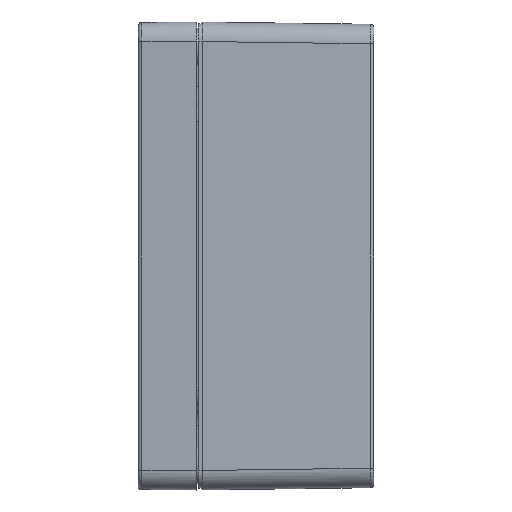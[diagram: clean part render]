
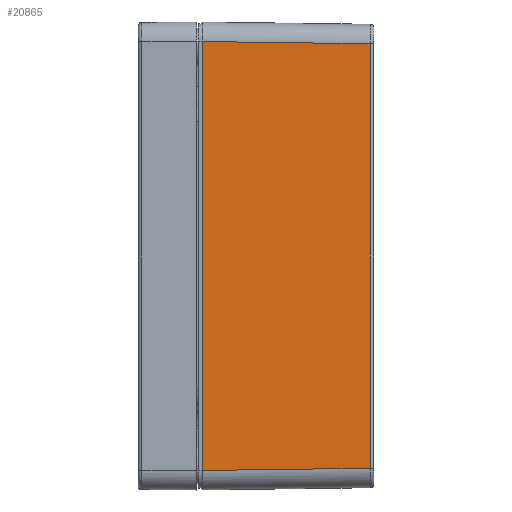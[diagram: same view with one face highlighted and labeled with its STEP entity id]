
A CAD part, left-side view. The second image highlights one B-rep face of the part: STEP entity #20865.
In plain terms, the highlighted planar face has unit normal (-1, -0.013, 0).
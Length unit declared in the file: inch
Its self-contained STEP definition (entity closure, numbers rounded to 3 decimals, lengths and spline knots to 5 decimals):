
#2397 = LINE ( 'NONE', #18298, #30909 ) ;
#6267 = VERTEX_POINT ( 'NONE', #26870 ) ;
#8344 = EDGE_LOOP ( 'NONE', ( #46322, #31869, #16434, #15555 ) ) ;
#8603 = VECTOR ( 'NONE', #46415, 39.37008 ) ;
#8644 = PLANE ( 'NONE',  #43536 ) ;
#8665 = VECTOR ( 'NONE', #44426, 39.37008 ) ;
#10608 = LINE ( 'NONE', #40362, #8665 ) ;
#12239 = CARTESIAN_POINT ( 'NONE',  ( -0.50043, -0.03937, -0.28008 ) ) ;
#12436 = CARTESIAN_POINT ( 'NONE',  ( -0.50095, 0., -0.47743 ) ) ;
#13596 = CARTESIAN_POINT ( 'NONE',  ( -0.50043, -0.03937, 4.04963 ) ) ;
#15555 = ORIENTED_EDGE ( 'NONE', *, *, #46250, .F. ) ;
#15752 = CARTESIAN_POINT ( 'NONE',  ( -0.47826, -1.7328, 4.02747 ) ) ;
#15768 = EDGE_CURVE ( 'NONE', #6267, #53156, #2397, .T. ) ;
#16434 = ORIENTED_EDGE ( 'NONE', *, *, #35356, .T. ) ;
#17662 = VERTEX_POINT ( 'NONE', #12239 ) ;
#18298 = CARTESIAN_POINT ( 'NONE',  ( -0.47826, -1.7328, 0.70368 ) ) ;
#20865 = ADVANCED_FACE ( 'NONE', ( #49552 ), #8644, .T. ) ;
#23018 = CARTESIAN_POINT ( 'NONE',  ( -0.47826, -1.7328, -0.25791 ) ) ;
#25521 = EDGE_CURVE ( 'NONE', #6267, #52333, #33326, .T. ) ;
#26870 = CARTESIAN_POINT ( 'NONE',  ( -0.47826, -1.7328, 4.02747 ) ) ;
#30909 = VECTOR ( 'NONE', #31289, 39.37008 ) ;
#31289 = DIRECTION ( 'NONE',  ( 0., 0., -1. ) ) ;
#31869 = ORIENTED_EDGE ( 'NONE', *, *, #25521, .T. ) ;
#33326 = LINE ( 'NONE', #15752, #40723 ) ;
#33950 = CARTESIAN_POINT ( 'NONE',  ( -0.50057, -0.02834, -0.28022 ) ) ;
#35356 = EDGE_CURVE ( 'NONE', #52333, #17662, #10608, .T. ) ;
#37988 = LINE ( 'NONE', #33950, #8603 ) ;
#40362 = CARTESIAN_POINT ( 'NONE',  ( -0.50043, -0.03937, -0.47743 ) ) ;
#40723 = VECTOR ( 'NONE', #44986, 39.37008 ) ;
#43536 = AXIS2_PLACEMENT_3D ( 'NONE', #12436, #49821, #45727 ) ;
#44426 = DIRECTION ( 'NONE',  ( 0., 0., -1. ) ) ;
#44986 = DIRECTION ( 'NONE',  ( -0.013, 1., 0.013 ) ) ;
#45727 = DIRECTION ( 'NONE',  ( -0.013, 1., 0. ) ) ;
#46250 = EDGE_CURVE ( 'NONE', #53156, #17662, #37988, .T. ) ;
#46322 = ORIENTED_EDGE ( 'NONE', *, *, #15768, .F. ) ;
#46415 = DIRECTION ( 'NONE',  ( -0.013, 1., -0.013 ) ) ;
#49552 = FACE_OUTER_BOUND ( 'NONE', #8344, .T. ) ;
#49821 = DIRECTION ( 'NONE',  ( -1., -0.013, 0. ) ) ;
#52333 = VERTEX_POINT ( 'NONE', #13596 ) ;
#53156 = VERTEX_POINT ( 'NONE', #23018 ) ;
